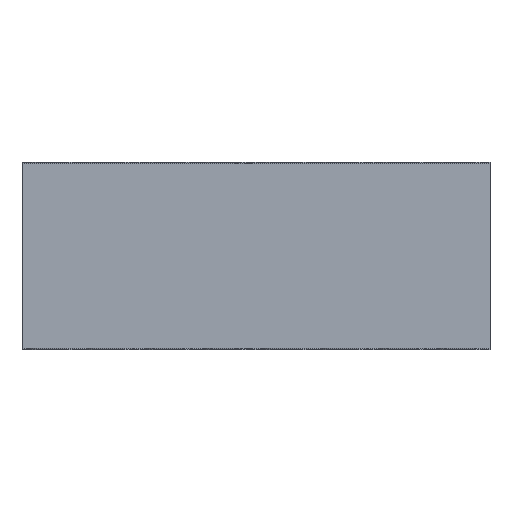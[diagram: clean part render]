
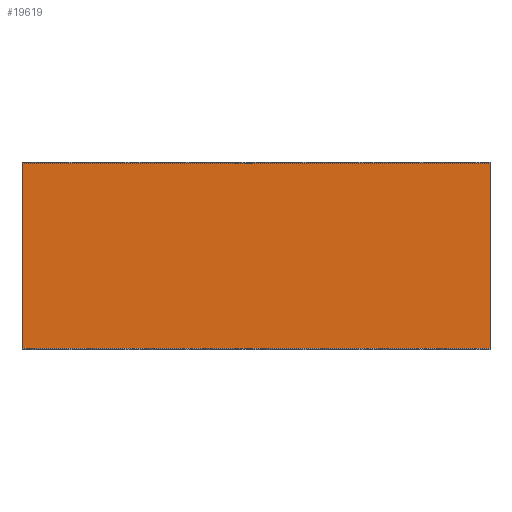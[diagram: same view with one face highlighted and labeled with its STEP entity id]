
A CAD part, top view. The second image highlights one B-rep face of the part: STEP entity #19619.
In plain terms, the highlighted face is planar.
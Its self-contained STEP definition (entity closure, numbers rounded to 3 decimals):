
#19268=DIRECTION('',(1.,0.,0.));
#19269=VECTOR('',#19268,39.6);
#19270=CARTESIAN_POINT('',(-19.8,1.5,50.));
#19271=LINE('',#19270,#19269);
#19276=DIRECTION('',(1.,0.,0.));
#19277=VECTOR('',#19276,39.6);
#19278=CARTESIAN_POINT('',(-19.8,1.5,-50.));
#19279=LINE('',#19278,#19277);
#19280=DIRECTION('',(0.,0.,1.));
#19281=VECTOR('',#19280,100.);
#19282=CARTESIAN_POINT('',(19.8,1.5,-50.));
#19283=LINE('',#19282,#19281);
#19288=DIRECTION('',(0.,0.,1.));
#19289=VECTOR('',#19288,100.);
#19290=CARTESIAN_POINT('',(-19.8,1.5,-50.));
#19291=LINE('',#19290,#19289);
#19452=CARTESIAN_POINT('',(19.8,1.5,-50.));
#19453=CARTESIAN_POINT('',(19.8,1.5,50.));
#19454=VERTEX_POINT('',#19452);
#19455=VERTEX_POINT('',#19453);
#19456=CARTESIAN_POINT('',(-19.8,1.5,-50.));
#19457=CARTESIAN_POINT('',(-19.8,1.5,50.));
#19458=VERTEX_POINT('',#19456);
#19459=VERTEX_POINT('',#19457);
#19607=CARTESIAN_POINT('',(-18.3,1.5,-50.));
#19608=DIRECTION('',(0.,1.,0.));
#19609=DIRECTION('',(-1.,0.,0.));
#19610=AXIS2_PLACEMENT_3D('',#19607,#19608,#19609);
#19611=PLANE('',#19610);
#19612=ORIENTED_EDGE('',*,*,#19589,.F.);
#19614=ORIENTED_EDGE('',*,*,#19613,.F.);
#19615=ORIENTED_EDGE('',*,*,#19493,.T.);
#19616=ORIENTED_EDGE('',*,*,#19602,.T.);
#19617=EDGE_LOOP('',(#19612,#19614,#19615,#19616));
#19618=FACE_OUTER_BOUND('',#19617,.F.);
#19493=EDGE_CURVE('',#19458,#19454,#19279,.T.);
#19589=EDGE_CURVE('',#19459,#19455,#19271,.T.);
#19602=EDGE_CURVE('',#19454,#19455,#19283,.T.);
#19613=EDGE_CURVE('',#19458,#19459,#19291,.T.);
#19619=ADVANCED_FACE('',(#19618),#19611,.T.);
